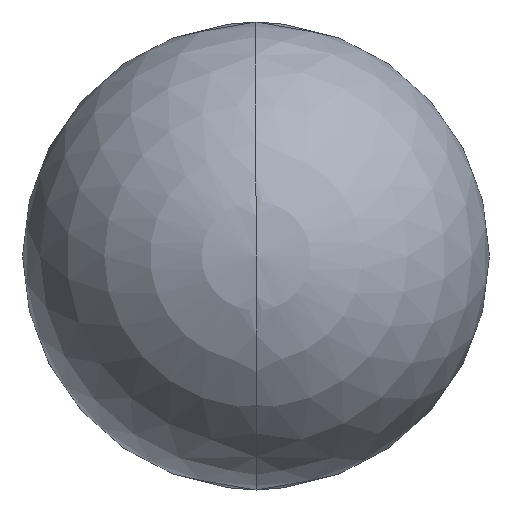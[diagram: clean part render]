
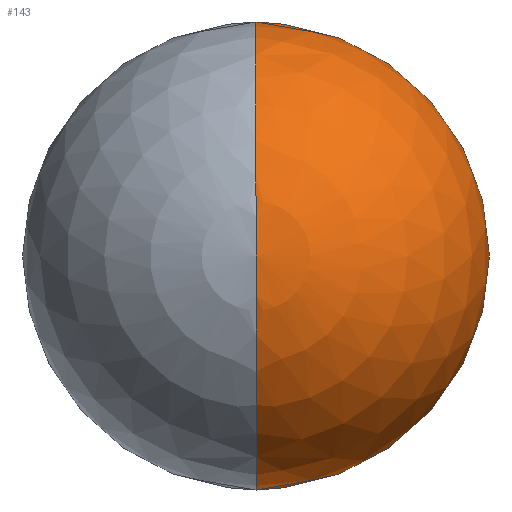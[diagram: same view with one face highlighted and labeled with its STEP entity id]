
A CAD part, left-side view. The second image highlights one B-rep face of the part: STEP entity #143.
In plain terms, the highlighted spherical face has radius 20 mm.
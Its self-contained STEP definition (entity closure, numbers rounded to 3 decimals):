
#91=EDGE_CURVE('',#131,#169,#222,.T.);
#103=EDGE_CURVE('',#169,#155,#237,.T.);
#131=VERTEX_POINT('',#269);
#143=ADVANCED_FACE('',(#282),#283,.T.);
#155=VERTEX_POINT('',#298);
#169=VERTEX_POINT('',#314);
#193=EDGE_CURVE('',#155,#131,#338,.T.);
#222=CIRCLE('',#362,20.0);
#237=CIRCLE('',#381,20.0);
#269=CARTESIAN_POINT('',(-195.0,0.,-10.536));
#282=FACE_OUTER_BOUND('',#432,.T.);
#283=SPHERICAL_SURFACE('',#433,20.0);
#298=CARTESIAN_POINT('',(-195.0,0.,10.536));
#314=CARTESIAN_POINT('',(-232.0,0.,0.));
#338=CIRCLE('',#506,10.536);
#362=AXIS2_PLACEMENT_3D('',#523,#524,#525);
#381=AXIS2_PLACEMENT_3D('',#551,#552,#553);
#432=EDGE_LOOP('',(#614,#615,#616));
#433=AXIS2_PLACEMENT_3D('',#617,#618,#619);
#506=AXIS2_PLACEMENT_3D('',#672,#673,#674);
#523=CARTESIAN_POINT('',(-212.0,0.,0.));
#524=DIRECTION('',(-0.0,1.0,0.));
#525=DIRECTION('',(0.0,0.,-1.0));
#551=CARTESIAN_POINT('',(-212.0,0.,0.));
#552=DIRECTION('',(-0.0,1.0,0.));
#553=DIRECTION('',(0.0,0.,-1.0));
#614=ORIENTED_EDGE('',*,*,#103,.F.);
#615=ORIENTED_EDGE('',*,*,#91,.F.);
#616=ORIENTED_EDGE('',*,*,#193,.F.);
#617=CARTESIAN_POINT('',(-212.0,0.,0.));
#618=DIRECTION('',(1.0,0.0,0.0));
#619=DIRECTION('',(0.0,0.,1.0));
#672=CARTESIAN_POINT('',(-195.0,0.,0.));
#673=DIRECTION('',(1.0,0.0,0.0));
#674=DIRECTION('',(0.0,0.,1.0));
